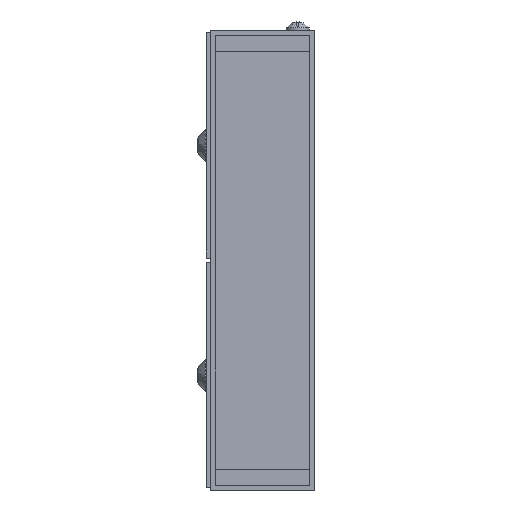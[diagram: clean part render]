
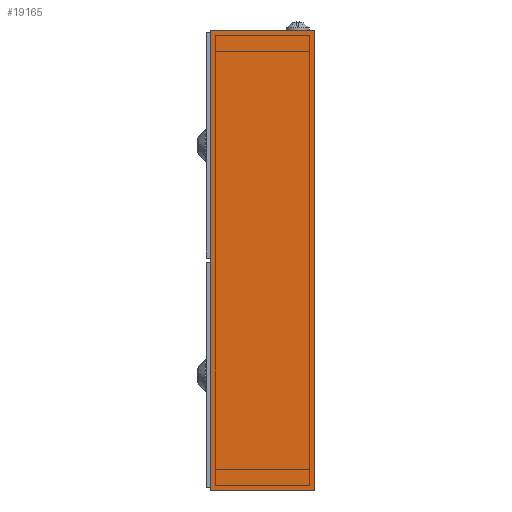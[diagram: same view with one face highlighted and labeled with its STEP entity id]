
A CAD part, left-side view. The second image highlights one B-rep face of the part: STEP entity #19165.
In plain terms, the highlighted planar face has unit normal (-1, 0, 0).
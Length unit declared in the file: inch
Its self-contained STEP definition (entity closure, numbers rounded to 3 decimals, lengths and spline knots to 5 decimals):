
#77 = CARTESIAN_POINT ( 'NONE',  ( -11.77165, 17.30315, -1.9685 ) ) ;
#287 = VERTEX_POINT ( 'NONE', #17820 ) ;
#504 = VECTOR ( 'NONE', #18117, 39.37008 ) ;
#825 = CARTESIAN_POINT ( 'NONE',  ( -11.77165, 17.30315, 1.9685 ) ) ;
#826 = VECTOR ( 'NONE', #15650, 39.37008 ) ;
#986 = VECTOR ( 'NONE', #8118, 39.37008 ) ;
#1036 = EDGE_CURVE ( 'NONE', #9778, #10664, #14991, .T. ) ;
#1569 = LINE ( 'NONE', #22026, #18422 ) ;
#2009 = DIRECTION ( 'NONE',  ( 0., -1., 0. ) ) ;
#2481 = DIRECTION ( 'NONE',  ( 0., -1., 0. ) ) ;
#2482 = EDGE_CURVE ( 'NONE', #4062, #17591, #7144, .T. ) ;
#2715 = FACE_BOUND ( 'NONE', #20107, .T. ) ;
#2788 = EDGE_CURVE ( 'NONE', #22595, #2895, #8567, .T. ) ;
#2895 = VERTEX_POINT ( 'NONE', #22048 ) ;
#4062 = VERTEX_POINT ( 'NONE', #8769 ) ;
#4141 = DIRECTION ( 'NONE',  ( 0., 0., 1. ) ) ;
#4147 = ORIENTED_EDGE ( 'NONE', *, *, #7165, .T. ) ;
#4503 = LINE ( 'NONE', #8486, #986 ) ;
#4547 = DIRECTION ( 'NONE',  ( 0., 0., 1. ) ) ;
#4707 = LINE ( 'NONE', #10144, #14109 ) ;
#5338 = EDGE_LOOP ( 'NONE', ( #6330, #18794, #4147, #10605 ) ) ;
#5357 = ORIENTED_EDGE ( 'NONE', *, *, #16442, .T. ) ;
#5415 = CARTESIAN_POINT ( 'NONE',  ( -11.77165, 18.99606, 5.5315 ) ) ;
#5559 = VECTOR ( 'NONE', #16537, 39.37008 ) ;
#6330 = ORIENTED_EDGE ( 'NONE', *, *, #8011, .T. ) ;
#6663 = EDGE_CURVE ( 'NONE', #4062, #2895, #4503, .T. ) ;
#6667 = CARTESIAN_POINT ( 'NONE',  ( -11.77165, 17.30315, 5.90551 ) ) ;
#7144 = LINE ( 'NONE', #16425, #5559 ) ;
#7165 = EDGE_CURVE ( 'NONE', #21494, #9710, #20200, .T. ) ;
#7660 = AXIS2_PLACEMENT_3D ( 'NONE', #22708, #13553, #12101 ) ;
#7863 = CARTESIAN_POINT ( 'NONE',  ( -11.77165, 17.30315, 5.55118 ) ) ;
#8011 = EDGE_CURVE ( 'NONE', #18064, #12987, #4707, .T. ) ;
#8118 = DIRECTION ( 'NONE',  ( 0., -1., 0. ) ) ;
#8362 = LINE ( 'NONE', #11747, #9600 ) ;
#8486 = CARTESIAN_POINT ( 'NONE',  ( -11.77165, 17.30315, -1.61417 ) ) ;
#8567 = LINE ( 'NONE', #8688, #11847 ) ;
#8688 = CARTESIAN_POINT ( 'NONE',  ( -11.77165, 18.99598, -1.63386 ) ) ;
#8692 = VECTOR ( 'NONE', #2009, 39.37008 ) ;
#8769 = CARTESIAN_POINT ( 'NONE',  ( -11.77165, 18.99606, -1.61417 ) ) ;
#9600 = VECTOR ( 'NONE', #2481, 39.37008 ) ;
#9710 = VERTEX_POINT ( 'NONE', #23642 ) ;
#9778 = VERTEX_POINT ( 'NONE', #5415 ) ;
#10052 = PLANE ( 'NONE',  #7660 ) ;
#10144 = CARTESIAN_POINT ( 'NONE',  ( -11.77165, 17.30315, 5.90551 ) ) ;
#10432 = EDGE_CURVE ( 'NONE', #10664, #19334, #20746, .T. ) ;
#10605 = ORIENTED_EDGE ( 'NONE', *, *, #23454, .T. ) ;
#10664 = VERTEX_POINT ( 'NONE', #16297 ) ;
#11117 = LINE ( 'NONE', #16186, #504 ) ;
#11747 = CARTESIAN_POINT ( 'NONE',  ( -11.77165, 17.30315, -1.59449 ) ) ;
#11767 = VECTOR ( 'NONE', #4141, 39.37008 ) ;
#11826 = DIRECTION ( 'NONE',  ( 0., 1., 0. ) ) ;
#11847 = VECTOR ( 'NONE', #19777, 39.37008 ) ;
#11886 = EDGE_LOOP ( 'NONE', ( #5357, #13434, #23711, #14144 ) ) ;
#12031 = CARTESIAN_POINT ( 'NONE',  ( -11.77165, 18.99598, -1.63386 ) ) ;
#12101 = DIRECTION ( 'NONE',  ( 0., 1., 0. ) ) ;
#12987 = VERTEX_POINT ( 'NONE', #15686 ) ;
#13434 = ORIENTED_EDGE ( 'NONE', *, *, #1036, .T. ) ;
#13438 = CARTESIAN_POINT ( 'NONE',  ( -11.77165, 19.0748, -1.9685 ) ) ;
#13553 = DIRECTION ( 'NONE',  ( -1., 0., 0. ) ) ;
#13897 = CARTESIAN_POINT ( 'NONE',  ( -11.77165, 18.99598, -1.59449 ) ) ;
#14021 = VECTOR ( 'NONE', #15332, 39.37008 ) ;
#14109 = VECTOR ( 'NONE', #11826, 39.37008 ) ;
#14134 = ORIENTED_EDGE ( 'NONE', *, *, #2788, .T. ) ;
#14144 = ORIENTED_EDGE ( 'NONE', *, *, #23390, .T. ) ;
#14991 = LINE ( 'NONE', #22339, #11767 ) ;
#15133 = ORIENTED_EDGE ( 'NONE', *, *, #19074, .T. ) ;
#15332 = DIRECTION ( 'NONE',  ( 0., -1., 0. ) ) ;
#15466 = ORIENTED_EDGE ( 'NONE', *, *, #6663, .F. ) ;
#15650 = DIRECTION ( 'NONE',  ( 0., 0., -1. ) ) ;
#15686 = CARTESIAN_POINT ( 'NONE',  ( -11.77165, 19.0748, 5.90551 ) ) ;
#16186 = CARTESIAN_POINT ( 'NONE',  ( -11.77165, 19.0748, 5.5315 ) ) ;
#16297 = CARTESIAN_POINT ( 'NONE',  ( -11.77165, 18.99606, 5.55118 ) ) ;
#16425 = CARTESIAN_POINT ( 'NONE',  ( -11.77165, 18.99606, 1.9685 ) ) ;
#16442 = EDGE_CURVE ( 'NONE', #287, #9778, #11117, .T. ) ;
#16537 = DIRECTION ( 'NONE',  ( 0., 0., 1. ) ) ;
#16604 = DIRECTION ( 'NONE',  ( 0., 0., -1. ) ) ;
#17331 = LINE ( 'NONE', #825, #17385 ) ;
#17385 = VECTOR ( 'NONE', #4547, 39.37008 ) ;
#17407 = FACE_OUTER_BOUND ( 'NONE', #5338, .T. ) ;
#17591 = VERTEX_POINT ( 'NONE', #22471 ) ;
#17820 = CARTESIAN_POINT ( 'NONE',  ( -11.77165, 18.99598, 5.5315 ) ) ;
#18064 = VERTEX_POINT ( 'NONE', #6667 ) ;
#18117 = DIRECTION ( 'NONE',  ( 0., 1., 0. ) ) ;
#18422 = VECTOR ( 'NONE', #16604, 39.37008 ) ;
#18443 = EDGE_CURVE ( 'NONE', #12987, #21494, #1569, .T. ) ;
#18794 = ORIENTED_EDGE ( 'NONE', *, *, #18443, .T. ) ;
#19074 = EDGE_CURVE ( 'NONE', #17591, #22595, #8362, .T. ) ;
#19165 = ADVANCED_FACE ( 'NONE', ( #19327, #17407, #2715 ), #10052, .T. ) ;
#19327 = FACE_BOUND ( 'NONE', #11886, .T. ) ;
#19334 = VERTEX_POINT ( 'NONE', #22093 ) ;
#19777 = DIRECTION ( 'NONE',  ( 0., 0., -1. ) ) ;
#20107 = EDGE_LOOP ( 'NONE', ( #22299, #15133, #14134, #15466 ) ) ;
#20200 = LINE ( 'NONE', #77, #8692 ) ;
#20746 = LINE ( 'NONE', #7863, #14021 ) ;
#21494 = VERTEX_POINT ( 'NONE', #13438 ) ;
#22026 = CARTESIAN_POINT ( 'NONE',  ( -11.77165, 19.0748, 1.9685 ) ) ;
#22048 = CARTESIAN_POINT ( 'NONE',  ( -11.77165, 18.99598, -1.61417 ) ) ;
#22093 = CARTESIAN_POINT ( 'NONE',  ( -11.77165, 18.99598, 5.55118 ) ) ;
#22299 = ORIENTED_EDGE ( 'NONE', *, *, #2482, .T. ) ;
#22339 = CARTESIAN_POINT ( 'NONE',  ( -11.77165, 18.99606, 1.9685 ) ) ;
#22471 = CARTESIAN_POINT ( 'NONE',  ( -11.77165, 18.99606, -1.59449 ) ) ;
#22595 = VERTEX_POINT ( 'NONE', #13897 ) ;
#22708 = CARTESIAN_POINT ( 'NONE',  ( -11.77165, 17.30315, 1.9685 ) ) ;
#22755 = LINE ( 'NONE', #12031, #826 ) ;
#23390 = EDGE_CURVE ( 'NONE', #19334, #287, #22755, .T. ) ;
#23454 = EDGE_CURVE ( 'NONE', #9710, #18064, #17331, .T. ) ;
#23642 = CARTESIAN_POINT ( 'NONE',  ( -11.77165, 17.30315, -1.9685 ) ) ;
#23711 = ORIENTED_EDGE ( 'NONE', *, *, #10432, .T. ) ;
